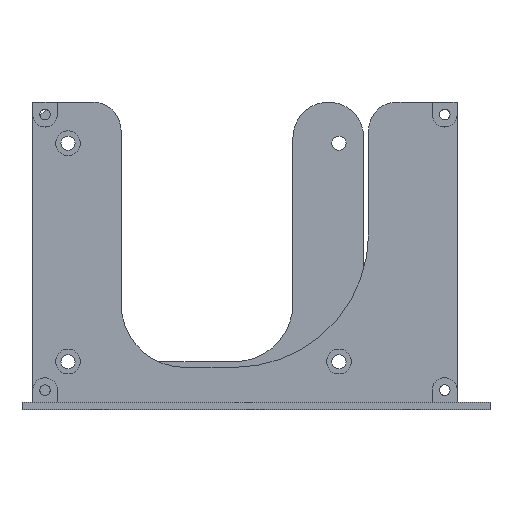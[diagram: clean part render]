
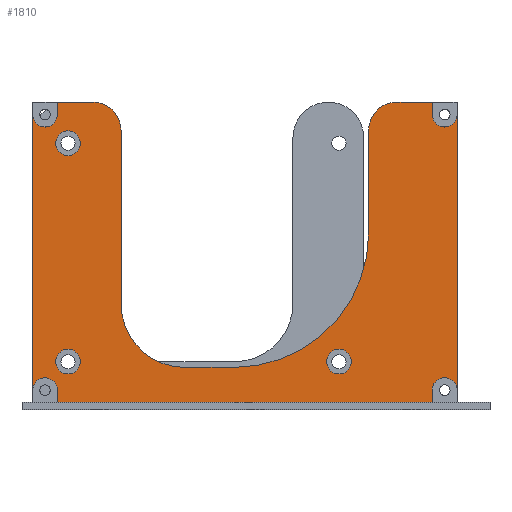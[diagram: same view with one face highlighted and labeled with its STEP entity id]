
A CAD part, top view. The second image highlights one B-rep face of the part: STEP entity #1810.
In plain terms, the highlighted planar face has unit normal (0, 0, 1).
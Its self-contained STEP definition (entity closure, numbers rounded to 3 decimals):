
#15=FACE_BOUND('',#222,.T.);
#16=FACE_BOUND('',#223,.T.);
#17=FACE_BOUND('',#224,.T.);
#65=PLANE('',#1909);
#130=FACE_OUTER_BOUND('',#221,.T.);
#221=EDGE_LOOP('',(#1274,#1275,#1276,#1277,#1278,#1279,#1280,#1281,#1282,
#1283,#1284,#1285,#1286,#1287,#1288,#1289,#1290,#1291,#1292,#1293,#1294,
#1295));
#222=EDGE_LOOP('',(#1296));
#223=EDGE_LOOP('',(#1297));
#224=EDGE_LOOP('',(#1298));
#359=LINE('',#2574,#562);
#364=LINE('',#2583,#567);
#365=LINE('',#2588,#568);
#366=LINE('',#2592,#569);
#367=LINE('',#2594,#570);
#368=LINE('',#2598,#571);
#369=LINE('',#2600,#572);
#370=LINE('',#2602,#573);
#371=LINE('',#2606,#574);
#372=LINE('',#2608,#575);
#373=LINE('',#2610,#576);
#374=LINE('',#2614,#577);
#375=LINE('',#2618,#578);
#376=LINE('',#2620,#579);
#562=VECTOR('',#2073,10.);
#567=VECTOR('',#2080,10.);
#568=VECTOR('',#2085,10.);
#569=VECTOR('',#2088,10.);
#570=VECTOR('',#2089,10.);
#571=VECTOR('',#2092,10.);
#572=VECTOR('',#2093,10.);
#573=VECTOR('',#2094,10.);
#574=VECTOR('',#2097,10.);
#575=VECTOR('',#2098,10.);
#576=VECTOR('',#2099,10.);
#577=VECTOR('',#2102,10.);
#578=VECTOR('',#2105,10.);
#579=VECTOR('',#2106,10.);
#764=CIRCLE('',#1903,3.5);
#765=CIRCLE('',#1905,38.);
#767=CIRCLE('',#1910,18.);
#768=CIRCLE('',#1911,8.);
#769=CIRCLE('',#1912,3.5);
#770=CIRCLE('',#1913,3.5);
#771=CIRCLE('',#1914,3.5);
#772=CIRCLE('',#1915,3.5);
#773=CIRCLE('',#1916,8.);
#774=CIRCLE('',#1917,3.5);
#775=CIRCLE('',#1918,3.5);
#822=VERTEX_POINT('',#2560);
#823=VERTEX_POINT('',#2564);
#824=VERTEX_POINT('',#2565);
#827=VERTEX_POINT('',#2573);
#830=VERTEX_POINT('',#2581);
#831=VERTEX_POINT('',#2585);
#832=VERTEX_POINT('',#2587);
#833=VERTEX_POINT('',#2589);
#834=VERTEX_POINT('',#2591);
#835=VERTEX_POINT('',#2593);
#836=VERTEX_POINT('',#2595);
#837=VERTEX_POINT('',#2597);
#838=VERTEX_POINT('',#2599);
#839=VERTEX_POINT('',#2601);
#840=VERTEX_POINT('',#2603);
#841=VERTEX_POINT('',#2605);
#842=VERTEX_POINT('',#2607);
#843=VERTEX_POINT('',#2609);
#844=VERTEX_POINT('',#2611);
#845=VERTEX_POINT('',#2613);
#846=VERTEX_POINT('',#2615);
#847=VERTEX_POINT('',#2617);
#848=VERTEX_POINT('',#2619);
#849=VERTEX_POINT('',#2622);
#850=VERTEX_POINT('',#2624);
#998=EDGE_CURVE('',#822,#822,#764,.T.);
#999=EDGE_CURVE('',#823,#824,#765,.T.);
#1003=EDGE_CURVE('',#827,#824,#359,.T.);
#1008=EDGE_CURVE('',#823,#830,#364,.T.);
#1009=EDGE_CURVE('',#831,#830,#767,.T.);
#1010=EDGE_CURVE('',#831,#832,#365,.T.);
#1011=EDGE_CURVE('',#833,#832,#768,.T.);
#1012=EDGE_CURVE('',#833,#834,#366,.T.);
#1013=EDGE_CURVE('',#834,#835,#367,.T.);
#1014=EDGE_CURVE('',#835,#836,#769,.T.);
#1015=EDGE_CURVE('',#836,#837,#368,.T.);
#1016=EDGE_CURVE('',#837,#838,#369,.T.);
#1017=EDGE_CURVE('',#838,#839,#370,.T.);
#1018=EDGE_CURVE('',#839,#840,#770,.T.);
#1019=EDGE_CURVE('',#840,#841,#371,.T.);
#1020=EDGE_CURVE('',#842,#841,#372,.T.);
#1021=EDGE_CURVE('',#842,#843,#373,.T.);
#1022=EDGE_CURVE('',#843,#844,#771,.T.);
#1023=EDGE_CURVE('',#844,#845,#374,.T.);
#1024=EDGE_CURVE('',#845,#846,#772,.T.);
#1025=EDGE_CURVE('',#846,#847,#375,.T.);
#1026=EDGE_CURVE('',#847,#848,#376,.T.);
#1027=EDGE_CURVE('',#827,#848,#773,.T.);
#1028=EDGE_CURVE('',#849,#849,#774,.T.);
#1029=EDGE_CURVE('',#850,#850,#775,.T.);
#1274=ORIENTED_EDGE('',*,*,#1003,.T.);
#1275=ORIENTED_EDGE('',*,*,#999,.F.);
#1276=ORIENTED_EDGE('',*,*,#1008,.T.);
#1277=ORIENTED_EDGE('',*,*,#1009,.F.);
#1278=ORIENTED_EDGE('',*,*,#1010,.T.);
#1279=ORIENTED_EDGE('',*,*,#1011,.F.);
#1280=ORIENTED_EDGE('',*,*,#1012,.T.);
#1281=ORIENTED_EDGE('',*,*,#1013,.T.);
#1282=ORIENTED_EDGE('',*,*,#1014,.T.);
#1283=ORIENTED_EDGE('',*,*,#1015,.T.);
#1284=ORIENTED_EDGE('',*,*,#1016,.T.);
#1285=ORIENTED_EDGE('',*,*,#1017,.T.);
#1286=ORIENTED_EDGE('',*,*,#1018,.T.);
#1287=ORIENTED_EDGE('',*,*,#1019,.T.);
#1288=ORIENTED_EDGE('',*,*,#1020,.F.);
#1289=ORIENTED_EDGE('',*,*,#1021,.T.);
#1290=ORIENTED_EDGE('',*,*,#1022,.T.);
#1291=ORIENTED_EDGE('',*,*,#1023,.T.);
#1292=ORIENTED_EDGE('',*,*,#1024,.T.);
#1293=ORIENTED_EDGE('',*,*,#1025,.T.);
#1294=ORIENTED_EDGE('',*,*,#1026,.T.);
#1295=ORIENTED_EDGE('',*,*,#1027,.F.);
#1296=ORIENTED_EDGE('',*,*,#998,.T.);
#1297=ORIENTED_EDGE('',*,*,#1028,.T.);
#1298=ORIENTED_EDGE('',*,*,#1029,.T.);
#1810=ADVANCED_FACE('',(#130,#15,#16,#17),#65,.F.);
#1903=AXIS2_PLACEMENT_3D('',#2562,#2061,#2062);
#1905=AXIS2_PLACEMENT_3D('',#2566,#2065,#2066);
#1909=AXIS2_PLACEMENT_3D('',#2584,#2081,#2082);
#1910=AXIS2_PLACEMENT_3D('',#2586,#2083,#2084);
#1911=AXIS2_PLACEMENT_3D('',#2590,#2086,#2087);
#1912=AXIS2_PLACEMENT_3D('',#2596,#2090,#2091);
#1913=AXIS2_PLACEMENT_3D('',#2604,#2095,#2096);
#1914=AXIS2_PLACEMENT_3D('',#2612,#2100,#2101);
#1915=AXIS2_PLACEMENT_3D('',#2616,#2103,#2104);
#1916=AXIS2_PLACEMENT_3D('',#2621,#2107,#2108);
#1917=AXIS2_PLACEMENT_3D('',#2623,#2109,#2110);
#1918=AXIS2_PLACEMENT_3D('',#2625,#2111,#2112);
#2061=DIRECTION('center_axis',(0.,0.,-1.));
#2062=DIRECTION('ref_axis',(-1.,0.,0.));
#2065=DIRECTION('center_axis',(0.,0.,1.));
#2066=DIRECTION('ref_axis',(0.707,-0.707,0.));
#2073=DIRECTION('',(0.,-1.,0.));
#2080=DIRECTION('',(-1.,0.,0.));
#2081=DIRECTION('center_axis',(0.,0.,-1.));
#2082=DIRECTION('ref_axis',(-1.,0.,0.));
#2083=DIRECTION('center_axis',(0.,0.,1.));
#2084=DIRECTION('ref_axis',(-0.707,-0.707,0.));
#2085=DIRECTION('',(0.,1.,0.));
#2086=DIRECTION('center_axis',(0.,0.,-1.));
#2087=DIRECTION('ref_axis',(0.707,0.707,0.));
#2088=DIRECTION('',(-1.,0.,0.));
#2089=DIRECTION('',(0.001,-1.,0.));
#2090=DIRECTION('center_axis',(0.,0.,-1.));
#2091=DIRECTION('ref_axis',(-1.,0.,0.));
#2092=DIRECTION('',(-1.,0.,0.));
#2093=DIRECTION('',(0.,-1.,0.));
#2094=DIRECTION('',(1.,0.,0.));
#2095=DIRECTION('center_axis',(0.,0.,-1.));
#2096=DIRECTION('ref_axis',(-1.,0.,0.));
#2097=DIRECTION('',(0.,-1.,0.));
#2098=DIRECTION('',(-1.,0.,0.));
#2099=DIRECTION('',(0.,1.,0.));
#2100=DIRECTION('center_axis',(0.,0.,-1.));
#2101=DIRECTION('ref_axis',(-1.,0.,0.));
#2102=DIRECTION('',(0.,1.,0.));
#2103=DIRECTION('center_axis',(0.,0.,-1.));
#2104=DIRECTION('ref_axis',(-1.,0.,0.));
#2105=DIRECTION('',(0.,1.,0.));
#2106=DIRECTION('',(-1.,0.,0.));
#2107=DIRECTION('center_axis',(0.,0.,-1.));
#2108=DIRECTION('ref_axis',(-0.707,0.707,0.));
#2109=DIRECTION('center_axis',(0.,0.,-1.));
#2110=DIRECTION('ref_axis',(-1.,0.,0.));
#2111=DIRECTION('center_axis',(0.,0.,-1.));
#2112=DIRECTION('ref_axis',(-1.,0.,0.));
#2560=CARTESIAN_POINT('',(93.1,11.64,24.8));
#2562=CARTESIAN_POINT('Origin',(89.6,11.64,24.8));
#2564=CARTESIAN_POINT('',(60.,10.,24.8));
#2565=CARTESIAN_POINT('',(98.,48.,24.8));
#2566=CARTESIAN_POINT('Origin',(60.,48.,24.8));
#2573=CARTESIAN_POINT('',(98.,77.,24.8));
#2574=CARTESIAN_POINT('',(98.,85.,24.8));
#2581=CARTESIAN_POINT('',(46.,10.,24.8));
#2583=CARTESIAN_POINT('',(98.,10.,24.8));
#2584=CARTESIAN_POINT('Origin',(63.,42.5,24.8));
#2585=CARTESIAN_POINT('',(28.,28.,24.8));
#2586=CARTESIAN_POINT('Origin',(46.,28.,24.8));
#2587=CARTESIAN_POINT('',(28.,77.,24.8));
#2588=CARTESIAN_POINT('',(28.,10.,24.8));
#2589=CARTESIAN_POINT('',(20.,85.,24.8));
#2590=CARTESIAN_POINT('Origin',(20.,77.,24.8));
#2591=CARTESIAN_POINT('',(10.,85.,24.8));
#2592=CARTESIAN_POINT('',(3.,85.,24.8));
#2593=CARTESIAN_POINT('',(10.005,81.45,24.8));
#2594=CARTESIAN_POINT('',(10.032,61.938,24.8));
#2595=CARTESIAN_POINT('',(3.005,81.45,24.8));
#2596=CARTESIAN_POINT('Origin',(6.505,81.45,24.8));
#2597=CARTESIAN_POINT('',(3.,81.45,24.8));
#2598=CARTESIAN_POINT('',(33.,81.45,24.8));
#2599=CARTESIAN_POINT('',(3.,3.55,24.8));
#2600=CARTESIAN_POINT('',(3.,0.,24.8));
#2601=CARTESIAN_POINT('',(3.005,3.55,24.8));
#2602=CARTESIAN_POINT('',(33.002,3.55,24.8));
#2603=CARTESIAN_POINT('',(9.988,3.208,24.8));
#2604=CARTESIAN_POINT('Origin',(6.505,3.55,24.8));
#2605=CARTESIAN_POINT('',(9.988,0.,24.8));
#2606=CARTESIAN_POINT('',(9.988,21.25,24.8));
#2607=CARTESIAN_POINT('',(116.,0.,24.8));
#2608=CARTESIAN_POINT('',(64.575,0.,24.8));
#2609=CARTESIAN_POINT('',(116.,3.55,24.8));
#2610=CARTESIAN_POINT('',(116.,23.025,24.8));
#2611=CARTESIAN_POINT('',(123.,3.55,24.8));
#2612=CARTESIAN_POINT('Origin',(119.5,3.55,24.8));
#2613=CARTESIAN_POINT('',(123.,81.45,24.8));
#2614=CARTESIAN_POINT('',(123.,85.,24.8));
#2615=CARTESIAN_POINT('',(116.,81.45,24.8));
#2616=CARTESIAN_POINT('Origin',(119.5,81.45,24.8));
#2617=CARTESIAN_POINT('',(116.,85.,24.8));
#2618=CARTESIAN_POINT('',(116.,63.75,24.8));
#2619=CARTESIAN_POINT('',(106.,85.,24.8));
#2620=CARTESIAN_POINT('',(123.,85.,24.8));
#2621=CARTESIAN_POINT('Origin',(106.,77.,24.8));
#2622=CARTESIAN_POINT('',(16.5,11.64,24.8));
#2623=CARTESIAN_POINT('Origin',(13.,11.64,24.8));
#2624=CARTESIAN_POINT('',(16.5,73.36,24.8));
#2625=CARTESIAN_POINT('Origin',(13.,73.36,24.8));
